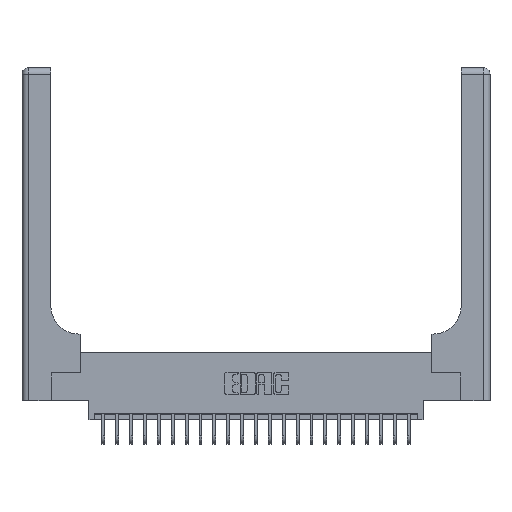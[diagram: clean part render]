
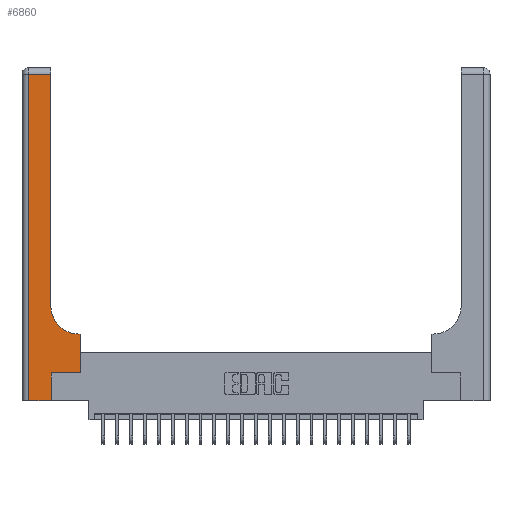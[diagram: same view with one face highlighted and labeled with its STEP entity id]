
A CAD part, top view. The second image highlights one B-rep face of the part: STEP entity #6860.
In plain terms, the highlighted planar face has unit normal (0, 0, 1).
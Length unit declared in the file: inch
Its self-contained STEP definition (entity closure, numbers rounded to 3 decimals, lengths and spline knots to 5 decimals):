
#95 = EDGE_CURVE ( 'NONE', #7013, #3554, #4670, .T. ) ;
#400 = LINE ( 'NONE', #21725, #16825 ) ;
#813 = CARTESIAN_POINT ( 'NONE',  ( 0.528, 0.25, 0.37 ) ) ;
#935 = EDGE_CURVE ( 'NONE', #18035, #18583, #24638, .T. ) ;
#1542 = CARTESIAN_POINT ( 'NONE',  ( 0.528, 0.25, 0.37 ) ) ;
#1797 = DIRECTION ( 'NONE',  ( 1., 0., 0. ) ) ;
#1805 = AXIS2_PLACEMENT_3D ( 'NONE', #17501, #16067, #8063 ) ;
#1946 = CARTESIAN_POINT ( 'NONE',  ( 0.51, 0.85, 0.37 ) ) ;
#2085 = ORIENTED_EDGE ( 'NONE', *, *, #5994, .T. ) ;
#3131 = AXIS2_PLACEMENT_3D ( 'NONE', #1946, #3621, #1797 ) ;
#3554 = VERTEX_POINT ( 'NONE', #19916 ) ;
#3565 = CARTESIAN_POINT ( 'NONE',  ( 0.265, 0.25, 0.37 ) ) ;
#3621 = DIRECTION ( 'NONE',  ( 0., 0., -1. ) ) ;
#4116 = LINE ( 'NONE', #8778, #14260 ) ;
#4670 = LINE ( 'NONE', #1542, #6427 ) ;
#4733 = VERTEX_POINT ( 'NONE', #13181 ) ;
#5274 = ORIENTED_EDGE ( 'NONE', *, *, #17850, .T. ) ;
#5407 = ORIENTED_EDGE ( 'NONE', *, *, #12250, .T. ) ;
#5994 = EDGE_CURVE ( 'NONE', #4733, #22432, #400, .T. ) ;
#6011 = CARTESIAN_POINT ( 'NONE',  ( 0.265, 0.25, 0.37 ) ) ;
#6026 = VERTEX_POINT ( 'NONE', #21566 ) ;
#6427 = VECTOR ( 'NONE', #18726, 39.37008 ) ;
#6768 = ORIENTED_EDGE ( 'NONE', *, *, #8329, .T. ) ;
#6860 = ADVANCED_FACE ( 'NONE', ( #9899 ), #19494, .F. ) ;
#7013 = VERTEX_POINT ( 'NONE', #813 ) ;
#7387 = DIRECTION ( 'NONE',  ( 1., 0., 0. ) ) ;
#8063 = DIRECTION ( 'NONE',  ( -1., 0., 0. ) ) ;
#8329 = EDGE_CURVE ( 'NONE', #14911, #18035, #4116, .T. ) ;
#8426 = DIRECTION ( 'NONE',  ( -1., 0., 0. ) ) ;
#8778 = CARTESIAN_POINT ( 'NONE',  ( 0., 0., 0.37 ) ) ;
#9027 = LINE ( 'NONE', #14853, #14089 ) ;
#9624 = CIRCLE ( 'NONE', #3131, 0.25 ) ;
#9899 = FACE_OUTER_BOUND ( 'NONE', #19296, .T. ) ;
#10111 = VERTEX_POINT ( 'NONE', #16719 ) ;
#10362 = LINE ( 'NONE', #23926, #14259 ) ;
#10939 = ORIENTED_EDGE ( 'NONE', *, *, #95, .T. ) ;
#12250 = EDGE_CURVE ( 'NONE', #10111, #6026, #9624, .T. ) ;
#12302 = CARTESIAN_POINT ( 'NONE',  ( 0.26, 0.6, 0.37 ) ) ;
#12932 = DIRECTION ( 'NONE',  ( 0., 1., 0. ) ) ;
#13181 = CARTESIAN_POINT ( 'NONE',  ( 0.26, 2.94, 0.37 ) ) ;
#14089 = VECTOR ( 'NONE', #22612, 39.37008 ) ;
#14259 = VECTOR ( 'NONE', #12932, 39.37008 ) ;
#14260 = VECTOR ( 'NONE', #14711, 39.37008 ) ;
#14711 = DIRECTION ( 'NONE',  ( 1., 0., 0. ) ) ;
#14853 = CARTESIAN_POINT ( 'NONE',  ( 0.06, 3., 0.37 ) ) ;
#14865 = ORIENTED_EDGE ( 'NONE', *, *, #21912, .T. ) ;
#14911 = VERTEX_POINT ( 'NONE', #18490 ) ;
#15354 = ORIENTED_EDGE ( 'NONE', *, *, #21991, .T. ) ;
#15842 = CARTESIAN_POINT ( 'NONE',  ( 0.265, 0., 0.37 ) ) ;
#16067 = DIRECTION ( 'NONE',  ( 0., 0., -1. ) ) ;
#16280 = LINE ( 'NONE', #12302, #23733 ) ;
#16719 = CARTESIAN_POINT ( 'NONE',  ( 0.51, 0.6, 0.37 ) ) ;
#16805 = EDGE_CURVE ( 'NONE', #3554, #10111, #16280, .T. ) ;
#16825 = VECTOR ( 'NONE', #8426, 39.37008 ) ;
#17501 = CARTESIAN_POINT ( 'NONE',  ( 0., 3., 0.37 ) ) ;
#17765 = VECTOR ( 'NONE', #23596, 39.37008 ) ;
#17850 = EDGE_CURVE ( 'NONE', #18583, #7013, #23678, .T. ) ;
#18035 = VERTEX_POINT ( 'NONE', #23071 ) ;
#18158 = CARTESIAN_POINT ( 'NONE',  ( 0.06, 2.94, 0.37 ) ) ;
#18162 = DIRECTION ( 'NONE',  ( -1., 0., 0. ) ) ;
#18354 = ORIENTED_EDGE ( 'NONE', *, *, #935, .T. ) ;
#18490 = CARTESIAN_POINT ( 'NONE',  ( 0.06, 0., 0.37 ) ) ;
#18583 = VERTEX_POINT ( 'NONE', #6011 ) ;
#18726 = DIRECTION ( 'NONE',  ( 0., 1., 0. ) ) ;
#19296 = EDGE_LOOP ( 'NONE', ( #14865, #2085, #15354, #6768, #18354, #5274, #10939, #23470, #5407 ) ) ;
#19494 = PLANE ( 'NONE',  #1805 ) ;
#19916 = CARTESIAN_POINT ( 'NONE',  ( 0.528, 0.6, 0.37 ) ) ;
#21566 = CARTESIAN_POINT ( 'NONE',  ( 0.26, 0.85, 0.37 ) ) ;
#21725 = CARTESIAN_POINT ( 'NONE',  ( 0., 2.94, 0.37 ) ) ;
#21912 = EDGE_CURVE ( 'NONE', #6026, #4733, #10362, .T. ) ;
#21991 = EDGE_CURVE ( 'NONE', #22432, #14911, #9027, .T. ) ;
#22432 = VERTEX_POINT ( 'NONE', #18158 ) ;
#22612 = DIRECTION ( 'NONE',  ( 0., -1., 0. ) ) ;
#22795 = VECTOR ( 'NONE', #7387, 39.37008 ) ;
#23071 = CARTESIAN_POINT ( 'NONE',  ( 0.265, 0., 0.37 ) ) ;
#23470 = ORIENTED_EDGE ( 'NONE', *, *, #16805, .T. ) ;
#23596 = DIRECTION ( 'NONE',  ( 0., 1., 0. ) ) ;
#23678 = LINE ( 'NONE', #3565, #22795 ) ;
#23733 = VECTOR ( 'NONE', #18162, 39.37008 ) ;
#23926 = CARTESIAN_POINT ( 'NONE',  ( 0.26, 3., 0.37 ) ) ;
#24638 = LINE ( 'NONE', #15842, #17765 ) ;
